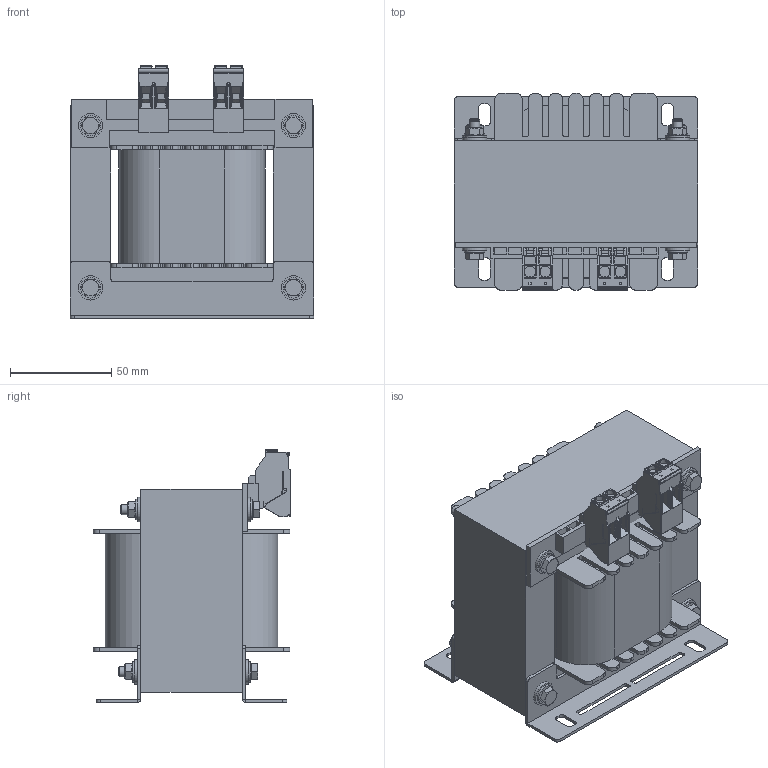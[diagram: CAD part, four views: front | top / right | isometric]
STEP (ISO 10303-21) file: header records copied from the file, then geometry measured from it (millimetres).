
FILE_DESCRIPTION(/* description */ (''),/* implementation_level */ '2;1');
FILE_NAME(/* name */ 'TA001403200.stp',/* time_stamp */ '2022-09-21T11:45:20+02:00',/* author */ ('velazquez'),/* organization */ (''),/* preprocessor_version */ 'ST-DEVELOPER v19.2',/* originating_system */ 'Autodesk Inventor 2023',/* authorisation */ '');
FILE_SCHEMA (('AUTOMOTIVE_DESIGN { 1 0 10303 214 3 1 1 }'));
Products named in the file (11): TA001403200; EI120 x 100 - 50 (Rc40); EI120; centrador M5; DIN 125 - A 5,3; DIN 934 - M5; DIN 933 - M5  x 65; EI 120 X 100 - 50; ficha2faston1223_TKS_4_2; 1223_TKS_4_2 NARANJA; AF40DIN
Assembly tree (31 placements, depth 2):
  TA001403200
    EI120 x 100 - 50 (Rc40)
    EI120
    centrador M5  x8
    DIN 125 - A 5,3  x8
    DIN 934 - M5  x4
    DIN 933 - M5  x 65  x4
    EI 120 X 100 - 50
    ficha2faston1223_TKS_4_2
    1223_TKS_4_2 NARANJA
    AF40DIN  x2
Bounding box: 120 x 97.4 x 124.5 mm (x, y, z)
Volume: 742947.5 mm3; surface area: 154803.7 mm2
Topology: 31 solids, 31 shells, 3909 faces, 10836 edges, 7046 vertices
Faces by surface type: plane 3083, cylinder 584, bspline 106, torus 84, cone 48, sphere 4
Full cylindrical faces by diameter (mm): 4.134 x4, 4.567 x4, 5 x14, 5.3 x8, 5.9 x8, 6.6 x4, 6.7 x4, 6.8 x4, 10 x8, 12 x8
Entity records: 123422 total; most frequent: CARTESIAN_POINT 25439, ORIENTED_EDGE 20662, DIRECTION 18641, EDGE_CURVE 10331, LINE 8967, VECTOR 8967, VERTEX_POINT 6733, AXIS2_PLACEMENT_3D 4837
